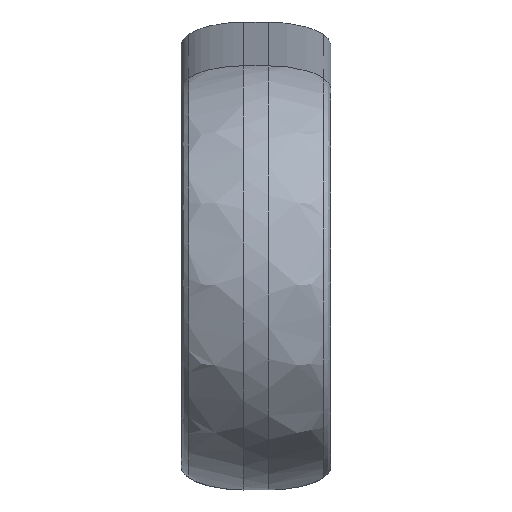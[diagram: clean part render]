
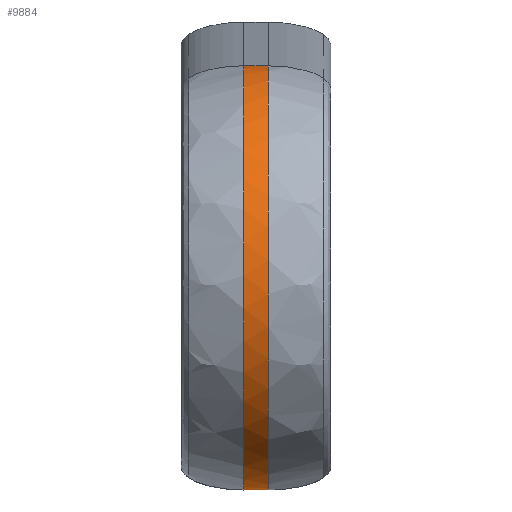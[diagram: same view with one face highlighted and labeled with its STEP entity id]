
A CAD part, front view. The second image highlights one B-rep face of the part: STEP entity #9884.
In plain terms, the highlighted cylindrical face has radius 34 mm (diameter 68 mm), a partial arc.
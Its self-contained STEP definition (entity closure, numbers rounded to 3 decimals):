
#532=CYLINDRICAL_SURFACE('',#10360,34.);
#1132=FACE_OUTER_BOUND('',#1732,.T.);
#1732=EDGE_LOOP('',(#8572,#8573,#8574,#8575));
#1734=LINE('',#12014,#2393);
#2391=LINE('',#27025,#3050);
#2393=VECTOR('',#10366,4.);
#3050=VECTOR('',#11943,4.);
#3550=B_SPLINE_CURVE_WITH_KNOTS('',3,(#27011,#27012,#27013,#27014,#27015,
#27016,#27017,#27018,#27019,#27020,#27021,#27022,#27023),.UNSPECIFIED.,
 .F.,.F.,(4,3,3,3,4),(0.,0.24,0.5,
0.76,1.),.UNSPECIFIED.);
#3551=B_SPLINE_CURVE_WITH_KNOTS('',3,(#27068,#27069,#27070,#27071,#27072,
#27073,#27074,#27075,#27076,#27077,#27078,#27079,#27080),.UNSPECIFIED.,
 .F.,.F.,(4,3,3,3,4),(0.,0.24,0.5,0.76,
1.),.UNSPECIFIED.);
#3553=VERTEX_POINT('',#11949);
#3559=VERTEX_POINT('',#12005);
#4446=VERTEX_POINT('',#25093);
#4447=VERTEX_POINT('',#25119);
#4455=EDGE_CURVE('',#3553,#3559,#1734,.T.);
#5821=EDGE_CURVE('',#4446,#3559,#3550,.T.);
#5822=EDGE_CURVE('',#4447,#4446,#2391,.T.);
#5823=EDGE_CURVE('',#3553,#4447,#3551,.T.);
#8572=ORIENTED_EDGE('',*,*,#5821,.F.);
#8573=ORIENTED_EDGE('',*,*,#5822,.F.);
#8574=ORIENTED_EDGE('',*,*,#5823,.F.);
#8575=ORIENTED_EDGE('',*,*,#4455,.T.);
#9884=ADVANCED_FACE('',(#1132),#532,.T.);
#10360=AXIS2_PLACEMENT_3D('',#27081,#11944,#11945);
#10366=DIRECTION('',(1.,0.,0.));
#11943=DIRECTION('',(1.,0.,0.));
#11944=DIRECTION('center_axis',(1.,0.,0.));
#11945=DIRECTION('ref_axis',(0.,-0.999,-0.033));
#11949=CARTESIAN_POINT('',(-2.,-372.25,-95.659));
#12005=CARTESIAN_POINT('',(2.,-372.25,-95.659));
#12014=CARTESIAN_POINT('',(-2.,-372.25,-95.662));
#25093=CARTESIAN_POINT('',(2.,-374.488,-27.738));
#25119=CARTESIAN_POINT('',(-2.,-374.488,-27.738));
#27011=CARTESIAN_POINT('Ctrl Pts',(2.,-374.488,-27.738));
#27012=CARTESIAN_POINT('Ctrl Pts',(2.,-382.831,-28.311));
#27013=CARTESIAN_POINT('Ctrl Pts',(2.,-390.951,-32.062));
#27014=CARTESIAN_POINT('Ctrl Pts',(2.,-396.736,-38.072));
#27015=CARTESIAN_POINT('Ctrl Pts',(2.,-403.003,-44.583));
#27016=CARTESIAN_POINT('Ctrl Pts',(2.,-406.529,-53.745));
#27017=CARTESIAN_POINT('Ctrl Pts',(2.,-406.232,-62.781));
#27018=CARTESIAN_POINT('Ctrl Pts',(2.,-405.934,-71.817));
#27019=CARTESIAN_POINT('Ctrl Pts',(2.,-401.812,-80.727));
#27020=CARTESIAN_POINT('Ctrl Pts',(2.,-395.13,-86.811));
#27021=CARTESIAN_POINT('Ctrl Pts',(2.,-388.962,-92.428));
#27022=CARTESIAN_POINT('Ctrl Pts',(2.,-380.613,-95.636));
#27023=CARTESIAN_POINT('Ctrl Pts',(2.,-372.25,-95.659));
#27025=CARTESIAN_POINT('',(-2.,-374.488,-27.735));
#27068=CARTESIAN_POINT('Ctrl Pts',(-2.,-372.25,
-95.659));
#27069=CARTESIAN_POINT('Ctrl Pts',(-2.,-380.613,
-95.636));
#27070=CARTESIAN_POINT('Ctrl Pts',(-2.,-388.962,
-92.428));
#27071=CARTESIAN_POINT('Ctrl Pts',(-2.,-395.13,
-86.811));
#27072=CARTESIAN_POINT('Ctrl Pts',(-2.,-401.812,
-80.727));
#27073=CARTESIAN_POINT('Ctrl Pts',(-2.,-405.934,
-71.817));
#27074=CARTESIAN_POINT('Ctrl Pts',(-2.,-406.232,-62.781));
#27075=CARTESIAN_POINT('Ctrl Pts',(-2.,-406.529,
-53.745));
#27076=CARTESIAN_POINT('Ctrl Pts',(-2.,-403.003,-44.583));
#27077=CARTESIAN_POINT('Ctrl Pts',(-2.,-396.736,
-38.072));
#27078=CARTESIAN_POINT('Ctrl Pts',(-2.,-390.951,
-32.062));
#27079=CARTESIAN_POINT('Ctrl Pts',(-2.,-382.831,
-28.311));
#27080=CARTESIAN_POINT('Ctrl Pts',(-2.,-374.488,
-27.738));
#27081=CARTESIAN_POINT('Origin',(0.,-372.25,-61.662));
